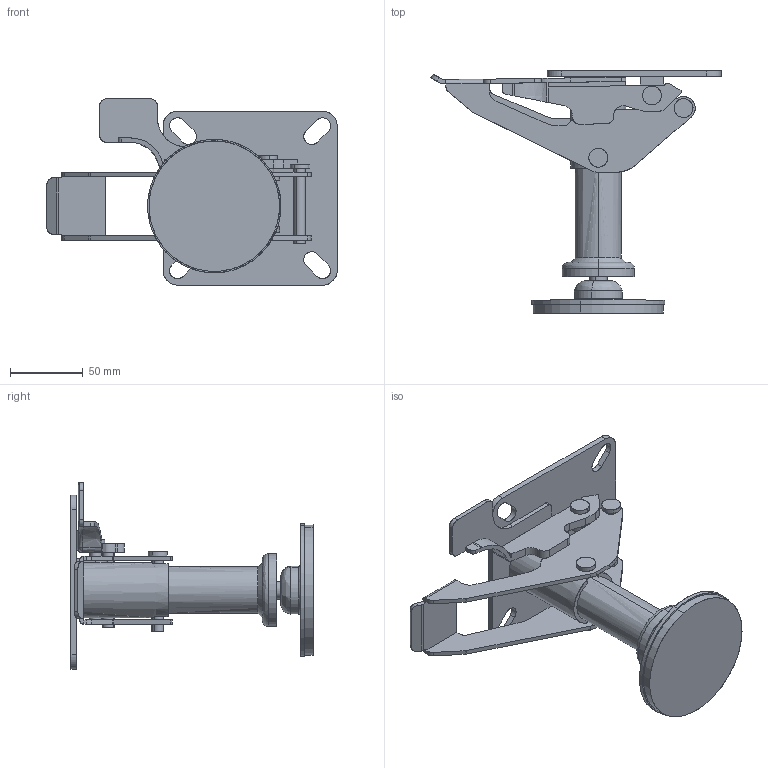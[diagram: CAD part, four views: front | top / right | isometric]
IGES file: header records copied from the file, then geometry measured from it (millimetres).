
Start section: SolidWorks IGES file using analytic representation for surfaces
Global section: file name: K-910-5.IGS,15; native system: HSolidWorks 2011; preprocessor: SolidWorks 2011; author: 1337yo; date: 111007.115004; units: millimetre
Bounding box: 200.12 x 167 x 128.5 mm (x, y, z)
Surface area: 129981.6 mm2 (no closed solid volume)
Topology: 0 solids, 0 shells, 246 faces, 4416 edges, 4416 vertices
Faces by surface type: revolution 128, bspline 118
